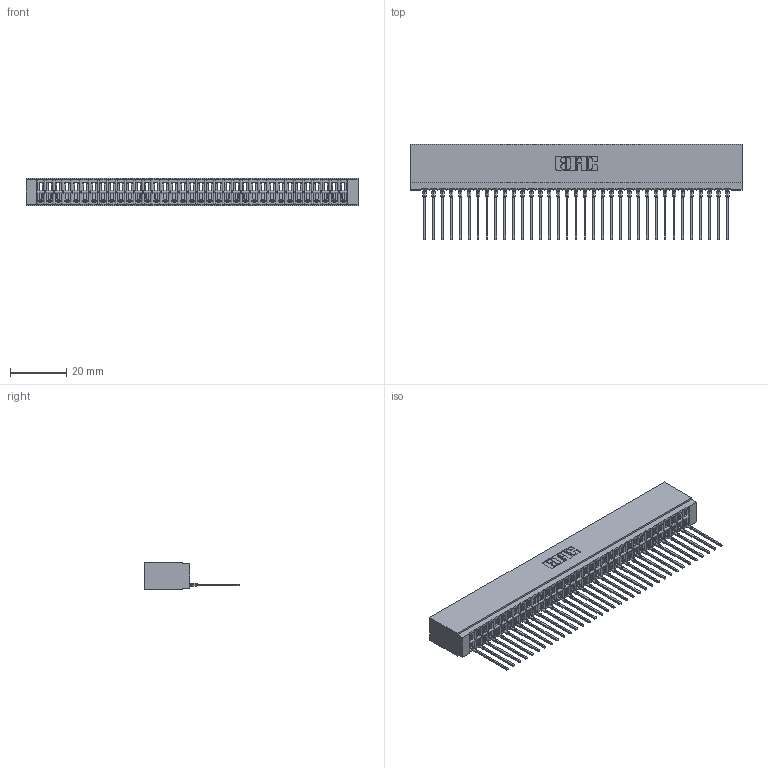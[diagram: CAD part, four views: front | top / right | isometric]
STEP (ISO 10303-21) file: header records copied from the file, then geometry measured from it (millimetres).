
FILE_DESCRIPTION (( 'STEP AP203' ), '1' );
FILE_NAME ('746-035-553-501.STEP', '2026-03-04T14:26:56', ( '' ), ( '' ), 'SwSTEP 2.0', 'SolidWorks 2023', '' );
FILE_SCHEMA (( 'CONFIG_CONTROL_DESIGN' ));
Length unit declared in the file: millimetre
Products named in the file (3): 746-035-553-501; 746 Part_.340 Slot Depth - 01; 746-292-001_553
Assembly tree (36 placements, depth 2):
  746-035-553-501
    746 Part_.340 Slot Depth - 01
    746-292-001_553  x35
Bounding box: 118.36 x 34.2 x 9.91 mm (x, y, z)
Volume: 13464.6 mm3; surface area: 18711.4 mm2
Topology: 36 solids, 36 shells, 3877 faces, 11008 edges, 7070 vertices
Faces by surface type: plane 2260, cylinder 707, bspline 700, torus 210
Entity records: 53875 total; most frequent: CARTESIAN_POINT 10960, ORIENTED_EDGE 9436, DIRECTION 7820, EDGE_CURVE 4718, VECTOR 4184, LINE 4184, VERTEX_POINT 3126, AXIS2_PLACEMENT_3D 1818
